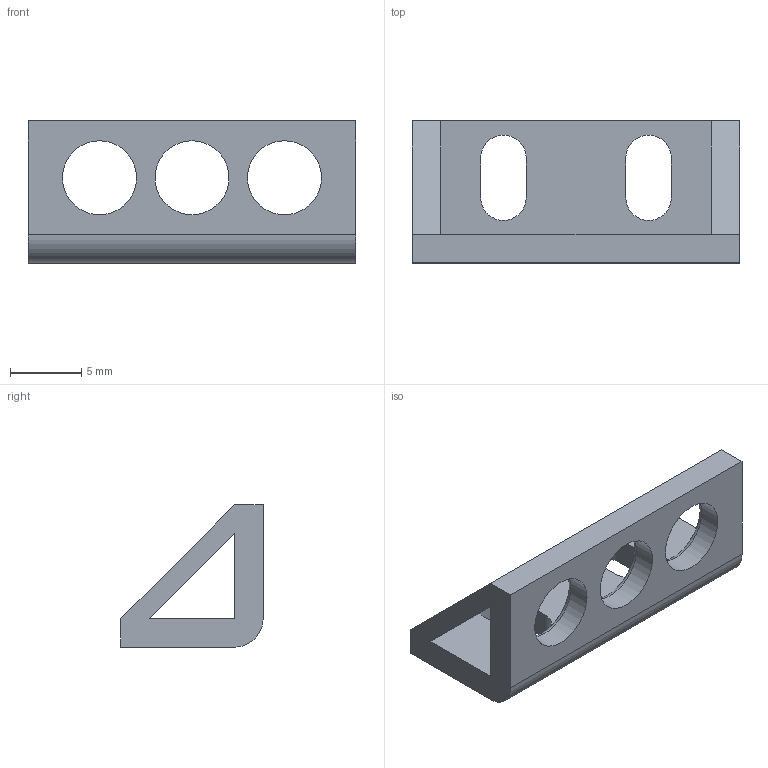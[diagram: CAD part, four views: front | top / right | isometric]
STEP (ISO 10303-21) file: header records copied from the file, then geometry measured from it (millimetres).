
FILE_DESCRIPTION(/* description */ (''),/* implementation_level */ '2;1');
FILE_NAME(/* name */ 'Richtingaanwijzer houder v1.1.step',/* time_stamp */ '2023-11-27T17:16:28+01:00',/* author */ (''),/* organization */ (''),/* preprocessor_version */ 'ST-DEVELOPER v20',/* originating_system */ 'Autodesk Translation Framework v12.14.0.127',/* authorisation */ '');
FILE_SCHEMA (('AUTOMOTIVE_DESIGN { 1 0 10303 214 3 1 1 }'));
Length unit declared in the file: millimetre
Products named in the file (1): Richtingaanwijzer houder
Bounding box: 23 x 10 x 10 mm (x, y, z)
Volume: 667.1 mm3; surface area: 1046.7 mm2
Topology: 1 solids, 1 shells, 29 faces, 83 edges, 54 vertices
Faces by surface type: plane 18, cylinder 8, torus 3
Full cylindrical faces by diameter (mm): 5.2 x3
Entity records: 1011 total; most frequent: DIRECTION 168, CARTESIAN_POINT 167, ORIENTED_EDGE 166, EDGE_CURVE 83, LINE 58, VECTOR 58, AXIS2_PLACEMENT_3D 55, VERTEX_POINT 54
